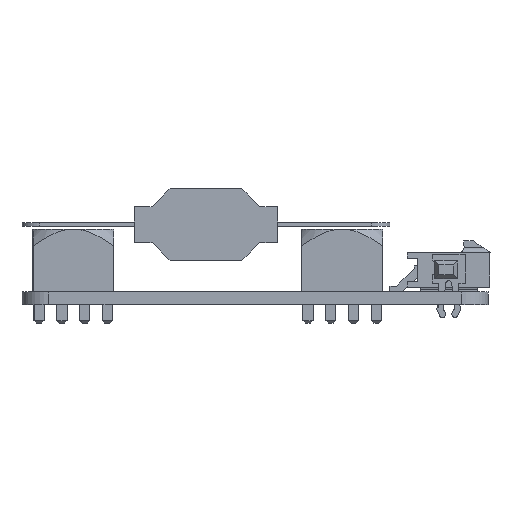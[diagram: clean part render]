
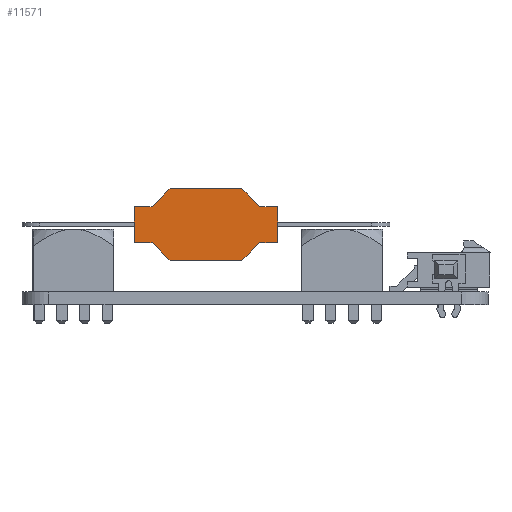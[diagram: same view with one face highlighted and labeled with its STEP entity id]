
A CAD part, left-side view. The second image highlights one B-rep face of the part: STEP entity #11571.
In plain terms, the highlighted planar face has unit normal (-1, 0, 0).
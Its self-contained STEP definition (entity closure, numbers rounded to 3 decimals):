
#11571 = ADVANCED_FACE('',(#11572),#11670,.T.);
#11572 = FACE_BOUND('',#11573,.T.);
#11573 = EDGE_LOOP('',(#11574,#11584,#11592,#11600,#11608,#11616,#11624,
    #11632,#11640,#11648,#11656,#11664));
#11574 = ORIENTED_EDGE('',*,*,#11575,.F.);
#11575 = EDGE_CURVE('',#11576,#11578,#11580,.T.);
#11576 = VERTEX_POINT('',#11577);
#11577 = CARTESIAN_POINT('',(67.,25.5,
    9.505));
#11578 = VERTEX_POINT('',#11579);
#11579 = CARTESIAN_POINT('',(67.,23.5,
    9.505));
#11580 = LINE('',#11581,#11582);
#11581 = CARTESIAN_POINT('',(67.,31.5,
    9.505));
#11582 = VECTOR('',#11583,1.);
#11583 = DIRECTION('',(0.,-1.,0.));
#11584 = ORIENTED_EDGE('',*,*,#11585,.F.);
#11585 = EDGE_CURVE('',#11586,#11576,#11588,.T.);
#11586 = VERTEX_POINT('',#11587);
#11587 = CARTESIAN_POINT('',(67.,27.5,
    11.505));
#11588 = LINE('',#11589,#11590);
#11589 = CARTESIAN_POINT('',(67.,27.398,
    11.402));
#11590 = VECTOR('',#11591,1.);
#11591 = DIRECTION('',(0.,-0.707,
    -0.707));
#11592 = ORIENTED_EDGE('',*,*,#11593,.F.);
#11593 = EDGE_CURVE('',#11594,#11586,#11596,.T.);
#11594 = VERTEX_POINT('',#11595);
#11595 = CARTESIAN_POINT('',(67.,35.5,
    11.505));
#11596 = LINE('',#11597,#11598);
#11597 = CARTESIAN_POINT('',(67.,31.5,
    11.505));
#11598 = VECTOR('',#11599,1.);
#11599 = DIRECTION('',(0.,-1.,0.));
#11600 = ORIENTED_EDGE('',*,*,#11601,.T.);
#11601 = EDGE_CURVE('',#11594,#11602,#11604,.T.);
#11602 = VERTEX_POINT('',#11603);
#11603 = CARTESIAN_POINT('',(67.,37.5,
    9.505));
#11604 = LINE('',#11605,#11606);
#11605 = CARTESIAN_POINT('',(67.,35.603,
    11.402));
#11606 = VECTOR('',#11607,1.);
#11607 = DIRECTION('',(0.,0.707,
    -0.707));
#11608 = ORIENTED_EDGE('',*,*,#11609,.F.);
#11609 = EDGE_CURVE('',#11610,#11602,#11612,.T.);
#11610 = VERTEX_POINT('',#11611);
#11611 = CARTESIAN_POINT('',(67.,39.5,
    9.505));
#11612 = LINE('',#11613,#11614);
#11613 = CARTESIAN_POINT('',(67.,31.5,
    9.505));
#11614 = VECTOR('',#11615,1.);
#11615 = DIRECTION('',(0.,-1.,0.));
#11616 = ORIENTED_EDGE('',*,*,#11617,.T.);
#11617 = EDGE_CURVE('',#11610,#11618,#11620,.T.);
#11618 = VERTEX_POINT('',#11619);
#11619 = CARTESIAN_POINT('',(67.,39.5,
    5.505));
#11620 = LINE('',#11621,#11622);
#11621 = CARTESIAN_POINT('',(67.,39.5,
    7.3));
#11622 = VECTOR('',#11623,1.);
#11623 = DIRECTION('',(0.,0.,-1.));
#11624 = ORIENTED_EDGE('',*,*,#11625,.T.);
#11625 = EDGE_CURVE('',#11618,#11626,#11628,.T.);
#11626 = VERTEX_POINT('',#11627);
#11627 = CARTESIAN_POINT('',(67.,37.5,
    5.505));
#11628 = LINE('',#11629,#11630);
#11629 = CARTESIAN_POINT('',(67.,31.5,
    5.505));
#11630 = VECTOR('',#11631,1.);
#11631 = DIRECTION('',(0.,-1.,0.));
#11632 = ORIENTED_EDGE('',*,*,#11633,.F.);
#11633 = EDGE_CURVE('',#11634,#11626,#11636,.T.);
#11634 = VERTEX_POINT('',#11635);
#11635 = CARTESIAN_POINT('',(67.,35.5,
    3.505));
#11636 = LINE('',#11637,#11638);
#11637 = CARTESIAN_POINT('',(67.,35.398,
    3.402));
#11638 = VECTOR('',#11639,1.);
#11639 = DIRECTION('',(0.,0.707,
    0.707));
#11640 = ORIENTED_EDGE('',*,*,#11641,.T.);
#11641 = EDGE_CURVE('',#11634,#11642,#11644,.T.);
#11642 = VERTEX_POINT('',#11643);
#11643 = CARTESIAN_POINT('',(67.,27.5,
    3.505));
#11644 = LINE('',#11645,#11646);
#11645 = CARTESIAN_POINT('',(67.,31.5,
    3.505));
#11646 = VECTOR('',#11647,1.);
#11647 = DIRECTION('',(0.,-1.,0.));
#11648 = ORIENTED_EDGE('',*,*,#11649,.T.);
#11649 = EDGE_CURVE('',#11642,#11650,#11652,.T.);
#11650 = VERTEX_POINT('',#11651);
#11651 = CARTESIAN_POINT('',(67.,25.5,
    5.505));
#11652 = LINE('',#11653,#11654);
#11653 = CARTESIAN_POINT('',(67.,27.603,
    3.402));
#11654 = VECTOR('',#11655,1.);
#11655 = DIRECTION('',(0.,-0.707,
    0.707));
#11656 = ORIENTED_EDGE('',*,*,#11657,.T.);
#11657 = EDGE_CURVE('',#11650,#11658,#11660,.T.);
#11658 = VERTEX_POINT('',#11659);
#11659 = CARTESIAN_POINT('',(67.,23.5,
    5.505));
#11660 = LINE('',#11661,#11662);
#11661 = CARTESIAN_POINT('',(67.,31.5,
    5.505));
#11662 = VECTOR('',#11663,1.);
#11663 = DIRECTION('',(0.,-1.,0.));
#11664 = ORIENTED_EDGE('',*,*,#11665,.F.);
#11665 = EDGE_CURVE('',#11578,#11658,#11666,.T.);
#11666 = LINE('',#11667,#11668);
#11667 = CARTESIAN_POINT('',(67.,23.5,
    7.3));
#11668 = VECTOR('',#11669,1.);
#11669 = DIRECTION('',(0.,0.,-1.));
#11670 = PLANE('',#11671);
#11671 = AXIS2_PLACEMENT_3D('',#11672,#11673,#11674);
#11672 = CARTESIAN_POINT('',(67.,31.5,
    7.3));
#11673 = DIRECTION('',(-1.,0.,0.));
#11674 = DIRECTION('',(0.,-1.,0.));
